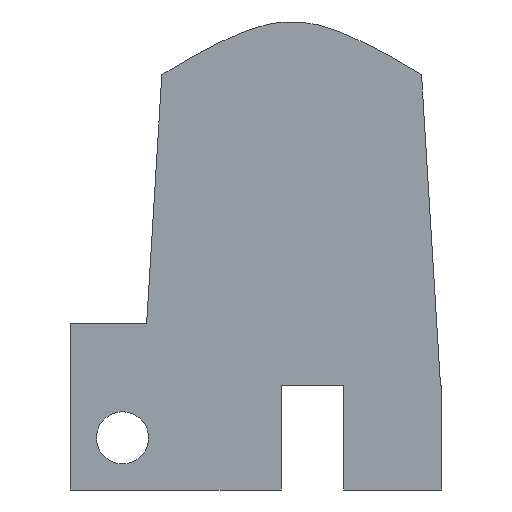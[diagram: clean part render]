
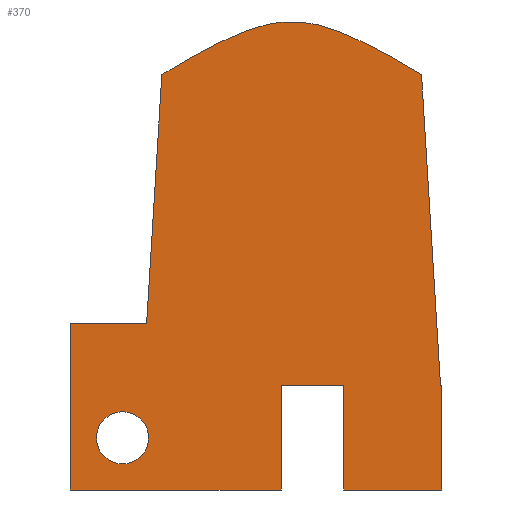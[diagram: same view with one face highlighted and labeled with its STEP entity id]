
A CAD part, front view. The second image highlights one B-rep face of the part: STEP entity #370.
In plain terms, the highlighted planar face has unit normal (0, -1, 0).
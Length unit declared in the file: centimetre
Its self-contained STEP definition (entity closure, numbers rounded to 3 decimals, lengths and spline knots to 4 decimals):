
#106=B_SPLINE_CURVE_WITH_KNOTS('',3,(#488,#489,#490,#491,#492,#493,#494,
#495,#496,#497,#498,#499,#500,#501,#502,#503,#504,#505),.UNSPECIFIED.,.F.,
 .U.,(4,2,2,2,2,2,2,2,4),(-1.9033,-1.8571,-1.3763,
-1.1549,-0.9994,-0.8571,-0.7021,
-0.4831,0.),.UNSPECIFIED.);
#107=B_SPLINE_CURVE_WITH_KNOTS('',3,(#506,#507,#508,#509),.UNSPECIFIED.,
 .F.,.U.,(4,4),(0.,1.4941),.UNSPECIFIED.);
#108=B_SPLINE_CURVE_WITH_KNOTS('',3,(#529,#530,#531,#532),.UNSPECIFIED.,
 .F.,.U.,(4,4),(0.,1.4941),.UNSPECIFIED.);
#110=PLANE('',#389);
#120=VECTOR('',#412,1.);
#121=VECTOR('',#415,1.);
#122=VECTOR('',#417,1.);
#123=VECTOR('',#420,1.);
#124=VECTOR('',#422,1.);
#125=VECTOR('',#423,1.);
#126=VECTOR('',#424,1.);
#127=VECTOR('',#425,1.);
#128=VECTOR('',#426,1.);
#129=VECTOR('',#427,1.);
#130=VECTOR('',#428,1.);
#131=VECTOR('',#429,1.);
#132=VECTOR('',#430,1.);
#147=LINE('',#476,#120);
#148=LINE('',#480,#121);
#149=LINE('',#482,#122);
#150=LINE('',#486,#123);
#151=LINE('',#511,#124);
#152=LINE('',#513,#125);
#153=LINE('',#515,#126);
#154=LINE('',#517,#127);
#155=LINE('',#519,#128);
#156=LINE('',#521,#129);
#157=LINE('',#523,#130);
#158=LINE('',#525,#131);
#159=LINE('',#527,#132);
#174=VERTEX_POINT('',#474);
#175=VERTEX_POINT('',#475);
#176=VERTEX_POINT('',#477);
#177=VERTEX_POINT('',#479);
#178=VERTEX_POINT('',#483);
#179=VERTEX_POINT('',#485);
#180=VERTEX_POINT('',#510);
#181=VERTEX_POINT('',#512);
#182=VERTEX_POINT('',#514);
#183=VERTEX_POINT('',#516);
#184=VERTEX_POINT('',#518);
#185=VERTEX_POINT('',#520);
#186=VERTEX_POINT('',#522);
#187=VERTEX_POINT('',#524);
#188=VERTEX_POINT('',#526);
#189=VERTEX_POINT('',#528);
#190=VERTEX_POINT('',#534);
#204=CIRCLE('',#390,0.125);
#211=EDGE_CURVE('',#176,#174,#147,.T.);
#213=EDGE_CURVE('',#175,#177,#148,.T.);
#214=EDGE_CURVE('',#178,#176,#149,.T.);
#216=EDGE_CURVE('',#177,#179,#150,.T.);
#217=EDGE_CURVE('',#175,#174,#106,.T.);
#218=EDGE_CURVE('',#179,#180,#107,.T.);
#219=EDGE_CURVE('',#180,#181,#151,.T.);
#220=EDGE_CURVE('',#182,#181,#152,.T.);
#221=EDGE_CURVE('',#182,#183,#153,.T.);
#222=EDGE_CURVE('',#184,#183,#154,.T.);
#223=EDGE_CURVE('',#184,#185,#155,.T.);
#224=EDGE_CURVE('',#185,#186,#156,.T.);
#225=EDGE_CURVE('',#186,#187,#157,.T.);
#226=EDGE_CURVE('',#188,#187,#158,.T.);
#227=EDGE_CURVE('',#189,#188,#159,.T.);
#228=EDGE_CURVE('',#189,#178,#108,.T.);
#229=EDGE_CURVE('',#190,#190,#204,.T.);
#258=ORIENTED_EDGE('',*,*,#214,.T.);
#259=ORIENTED_EDGE('',*,*,#211,.T.);
#260=ORIENTED_EDGE('',*,*,#217,.F.);
#261=ORIENTED_EDGE('',*,*,#213,.T.);
#262=ORIENTED_EDGE('',*,*,#216,.T.);
#263=ORIENTED_EDGE('',*,*,#218,.T.);
#264=ORIENTED_EDGE('',*,*,#219,.T.);
#265=ORIENTED_EDGE('',*,*,#220,.F.);
#266=ORIENTED_EDGE('',*,*,#221,.T.);
#267=ORIENTED_EDGE('',*,*,#222,.F.);
#268=ORIENTED_EDGE('',*,*,#223,.T.);
#269=ORIENTED_EDGE('',*,*,#224,.T.);
#270=ORIENTED_EDGE('',*,*,#225,.T.);
#271=ORIENTED_EDGE('',*,*,#226,.F.);
#272=ORIENTED_EDGE('',*,*,#227,.F.);
#273=ORIENTED_EDGE('',*,*,#228,.T.);
#274=ORIENTED_EDGE('',*,*,#229,.T.);
#332=EDGE_LOOP('',(#258,#259,#260,#261,#262,#263,#264,#265,#266,#267,#268,
#269,#270,#271,#272,#273));
#333=EDGE_LOOP('',(#274));
#351=FACE_BOUND('',#332,.T.);
#352=FACE_BOUND('',#333,.T.);
#370=ADVANCED_FACE('',(#351,#352),#110,.T.);
#389=AXIS2_PLACEMENT_3D('',#487,#421,$);
#390=AXIS2_PLACEMENT_3D('',#533,#431,#432);
#412=DIRECTION('',(0.,0.,1.));
#415=DIRECTION('',(0.,0.,-1.));
#417=DIRECTION('',(-1.,0.,0.));
#420=DIRECTION('',(-1.,0.,0.));
#421=DIRECTION('',(0.,-1.,0.));
#422=DIRECTION('',(-1.,0.,0.));
#423=DIRECTION('',(0.,0.,1.));
#424=DIRECTION('',(1.,0.,0.));
#425=DIRECTION('',(0.,0.,-1.));
#426=DIRECTION('',(1.,0.,0.));
#427=DIRECTION('',(0.,0.,-1.));
#428=DIRECTION('',(1.,0.,0.));
#429=DIRECTION('',(0.,0.,-1.));
#430=DIRECTION('',(1.,0.,0.));
#431=DIRECTION('',(0.,1.,0.));
#432=DIRECTION('',(0.125,0.,0.));
#474=CARTESIAN_POINT('',(0.6225,0.4,1.4914));
#475=CARTESIAN_POINT('',(-0.6225,0.4,1.4914));
#476=CARTESIAN_POINT('',(0.6225,0.4,1.4883));
#477=CARTESIAN_POINT('',(0.6225,0.4,1.4852));
#479=CARTESIAN_POINT('',(-0.6225,0.4,1.4852));
#480=CARTESIAN_POINT('',(-0.6225,0.4,1.4883));
#482=CARTESIAN_POINT('',(0.338,0.4,1.4852));
#483=CARTESIAN_POINT('',(0.6229,0.4,1.4852));
#485=CARTESIAN_POINT('',(-0.6229,0.4,1.4852));
#486=CARTESIAN_POINT('',(0.338,0.4,1.4852));
#487=CARTESIAN_POINT('',(0.7137,0.4,1.4914));
#488=CARTESIAN_POINT('',(-0.6225,0.4,1.4914));
#489=CARTESIAN_POINT('',(-0.6121,0.4,1.4977));
#490=CARTESIAN_POINT('',(-0.6017,0.4,1.5039));
#491=CARTESIAN_POINT('',(-0.4826,0.4,1.5751));
#492=CARTESIAN_POINT('',(-0.3758,0.4,1.6345));
#493=CARTESIAN_POINT('',(-0.2379,0.4,1.6951));
#494=CARTESIAN_POINT('',(-0.1919,0.4,1.7126));
#495=CARTESIAN_POINT('',(-0.1132,0.4,1.7339));
#496=CARTESIAN_POINT('',(-0.0803,0.4,1.7403));
#497=CARTESIAN_POINT('',(-0.0161,0.4,1.7464));
#498=CARTESIAN_POINT('',(0.0143,0.4,1.7464));
#499=CARTESIAN_POINT('',(0.0784,0.4,1.7406));
#500=CARTESIAN_POINT('',(0.1112,0.4,1.7344));
#501=CARTESIAN_POINT('',(0.1893,0.4,1.7135));
#502=CARTESIAN_POINT('',(0.2348,0.4,1.6963));
#503=CARTESIAN_POINT('',(0.373,0.4,1.6361));
#504=CARTESIAN_POINT('',(0.4848,0.4,1.5747));
#505=CARTESIAN_POINT('',(0.6225,0.4,1.4914));
#506=CARTESIAN_POINT('',(-0.6225,0.4,1.4914));
#507=CARTESIAN_POINT('',(-0.6514,0.4,1.0274));
#508=CARTESIAN_POINT('',(-0.6817,0.4,0.5319));
#509=CARTESIAN_POINT('',(-0.7137,0.4,0.));
#510=CARTESIAN_POINT('',(-0.6956,0.4,0.3));
#511=CARTESIAN_POINT('',(-0.05,0.4,0.3));
#512=CARTESIAN_POINT('',(-1.0611,0.4,0.3));
#513=CARTESIAN_POINT('',(-1.0611,0.4,-0.5));
#514=CARTESIAN_POINT('',(-1.0611,0.4,-0.5));
#515=CARTESIAN_POINT('',(-0.6611,0.4,-0.5));
#516=CARTESIAN_POINT('',(-0.05,0.4,-0.5));
#517=CARTESIAN_POINT('',(-0.05,0.4,0.));
#518=CARTESIAN_POINT('',(-0.05,0.4,0.));
#519=CARTESIAN_POINT('',(-0.2302,0.4,0.));
#520=CARTESIAN_POINT('',(0.25,0.4,0.));
#521=CARTESIAN_POINT('',(0.25,0.4,0.));
#522=CARTESIAN_POINT('',(0.25,0.4,-0.5));
#523=CARTESIAN_POINT('',(0.25,0.4,-0.5));
#524=CARTESIAN_POINT('',(0.7189,0.4,-0.5));
#525=CARTESIAN_POINT('',(0.7189,0.4,0.));
#526=CARTESIAN_POINT('',(0.7189,0.4,0.));
#527=CARTESIAN_POINT('',(0.25,0.4,0.));
#528=CARTESIAN_POINT('',(0.7137,0.4,0.));
#529=CARTESIAN_POINT('',(0.7137,0.4,0.));
#530=CARTESIAN_POINT('',(0.6817,0.4,0.5319));
#531=CARTESIAN_POINT('',(0.6514,0.4,1.0274));
#532=CARTESIAN_POINT('',(0.6225,0.4,1.4914));
#533=CARTESIAN_POINT('',(-0.8111,0.4,-0.25));
#534=CARTESIAN_POINT('',(-0.9361,0.4,-0.25));
